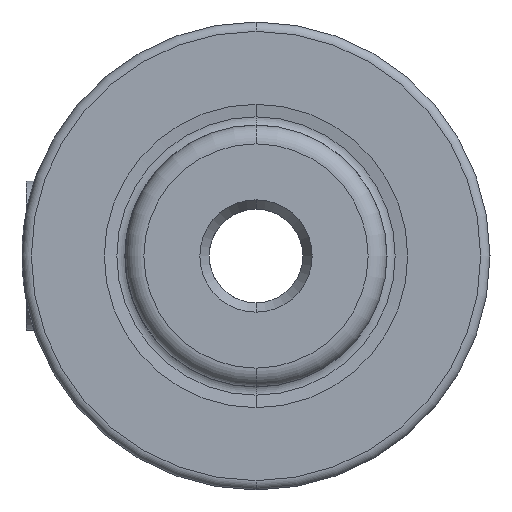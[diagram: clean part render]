
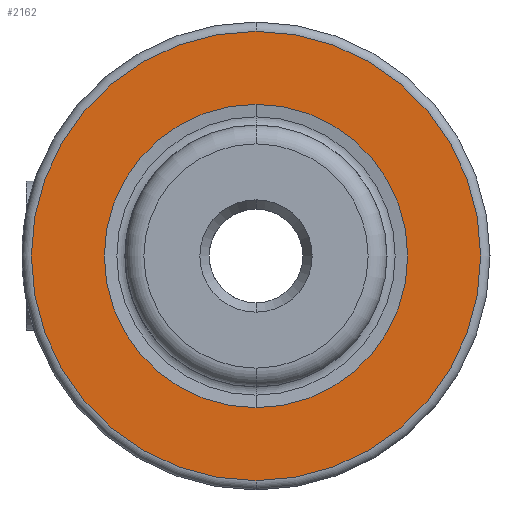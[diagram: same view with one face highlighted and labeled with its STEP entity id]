
A CAD part, left-side view. The second image highlights one B-rep face of the part: STEP entity #2162.
In plain terms, the highlighted planar face has unit normal (-1, 0, 0).
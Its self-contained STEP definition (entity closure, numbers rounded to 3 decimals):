
#28 = CARTESIAN_POINT ( 'NONE',  ( 0., 0., 8.103 ) ) ;
#147 = CARTESIAN_POINT ( 'NONE',  ( 0., 0., 0. ) ) ;
#240 = CIRCLE ( 'NONE', #394, 12. ) ;
#316 = EDGE_CURVE ( 'NONE', #2249, #319, #2070, .T. ) ;
#319 = VERTEX_POINT ( 'NONE', #757 ) ;
#344 = DIRECTION ( 'NONE',  ( 0., 0., 1. ) ) ;
#345 = ORIENTED_EDGE ( 'NONE', *, *, #1099, .T. ) ;
#394 = AXIS2_PLACEMENT_3D ( 'NONE', #1838, #662, #2041 ) ;
#400 = CARTESIAN_POINT ( 'NONE',  ( 0., 8.103, 0. ) ) ;
#499 = VERTEX_POINT ( 'NONE', #547 ) ;
#547 = CARTESIAN_POINT ( 'NONE',  ( 0., 0., 12. ) ) ;
#652 = CIRCLE ( 'NONE', #2149, 8.103 ) ;
#662 = DIRECTION ( 'NONE',  ( -1., 0., 0. ) ) ;
#757 = CARTESIAN_POINT ( 'NONE',  ( 0., 0., -8.103 ) ) ;
#790 = DIRECTION ( 'NONE',  ( 1., 0., 0. ) ) ;
#799 = FACE_BOUND ( 'NONE', #1237, .T. ) ;
#861 = CARTESIAN_POINT ( 'NONE',  ( 0., 0., 0. ) ) ;
#1015 = AXIS2_PLACEMENT_3D ( 'NONE', #147, #1529, #344 ) ;
#1058 = DIRECTION ( 'NONE',  ( 0., 0., 1. ) ) ;
#1099 = EDGE_CURVE ( 'NONE', #1485, #499, #240, .T. ) ;
#1151 = DIRECTION ( 'NONE',  ( -1., 0., 0. ) ) ;
#1237 = EDGE_LOOP ( 'NONE', ( #2370, #2021 ) ) ;
#1485 = VERTEX_POINT ( 'NONE', #2220 ) ;
#1529 = DIRECTION ( 'NONE',  ( -1., 0., 0. ) ) ;
#1608 = AXIS2_PLACEMENT_3D ( 'NONE', #2336, #1151, #2544 ) ;
#1838 = CARTESIAN_POINT ( 'NONE',  ( 0., 0., 0. ) ) ;
#1967 = EDGE_CURVE ( 'NONE', #319, #2249, #652, .T. ) ;
#1971 = PLANE ( 'NONE',  #2215 ) ;
#2021 = ORIENTED_EDGE ( 'NONE', *, *, #1967, .F. ) ;
#2023 = EDGE_LOOP ( 'NONE', ( #2353, #345 ) ) ;
#2041 = DIRECTION ( 'NONE',  ( 0., 0., 1. ) ) ;
#2070 = CIRCLE ( 'NONE', #1608, 8.103 ) ;
#2149 = AXIS2_PLACEMENT_3D ( 'NONE', #861, #2241, #1058 ) ;
#2162 = ADVANCED_FACE ( 'NONE', ( #799, #2326 ), #1971, .F. ) ;
#2170 = DIRECTION ( 'NONE',  ( 0., 0., -1. ) ) ;
#2215 = AXIS2_PLACEMENT_3D ( 'NONE', #400, #790, #2170 ) ;
#2220 = CARTESIAN_POINT ( 'NONE',  ( 0., 0., -12. ) ) ;
#2241 = DIRECTION ( 'NONE',  ( -1., 0., 0. ) ) ;
#2249 = VERTEX_POINT ( 'NONE', #28 ) ;
#2326 = FACE_OUTER_BOUND ( 'NONE', #2023, .T. ) ;
#2336 = CARTESIAN_POINT ( 'NONE',  ( 0., 0., 0. ) ) ;
#2353 = ORIENTED_EDGE ( 'NONE', *, *, #2477, .T. ) ;
#2370 = ORIENTED_EDGE ( 'NONE', *, *, #316, .F. ) ;
#2477 = EDGE_CURVE ( 'NONE', #499, #1485, #2489, .T. ) ;
#2489 = CIRCLE ( 'NONE', #1015, 12. ) ;
#2544 = DIRECTION ( 'NONE',  ( 0., 0., 1. ) ) ;
